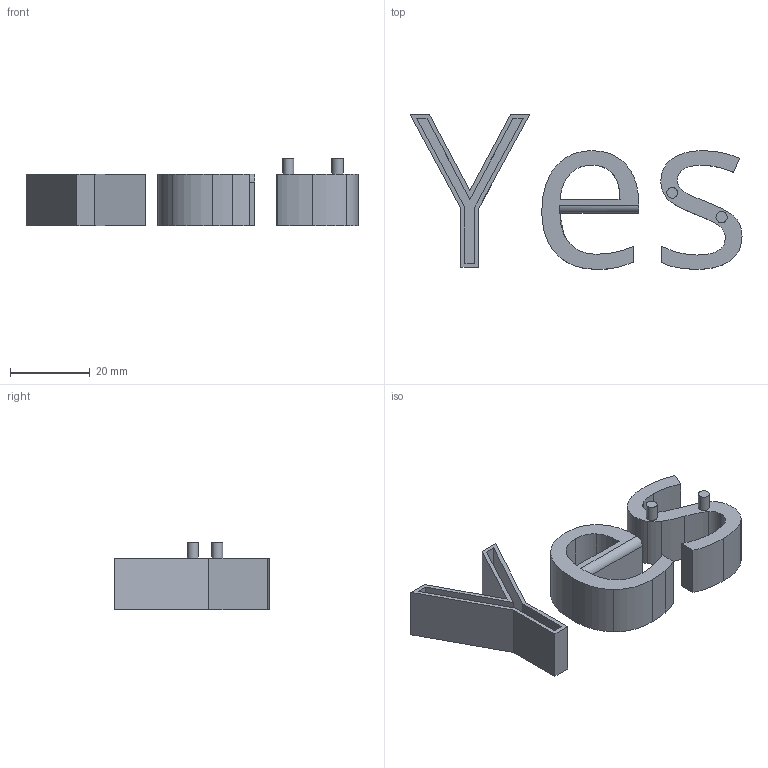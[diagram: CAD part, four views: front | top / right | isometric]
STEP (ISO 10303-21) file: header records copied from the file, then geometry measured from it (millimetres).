
FILE_DESCRIPTION(/* description */ ('STEP AP242 Edition 2','CAx-IF Rec.Pracs.---Representation and Presentation of Product Manufacturing Information (PMI)---4.0---2014-10-13','CAx-IF Rec.Pracs.---3D Tessellated Geometry---0.4---2014-09-14','2;1','CAx-IF Rec.Pracs.---User Defined Attributes---1.5---2016-08-15'),/* implementation_level */ '2;1');
FILE_NAME(/* name */ '6924376744ce8e3be7822421',/* time_stamp */ '2025-11-24T10:46:00Z',/* author */ (''),/* organization */ (''),/* preprocessor_version */ 'ST-DEVELOPER v20',/* originating_system */ 'ONSHAPE BY PTC INC, 1.207',/* authorisation */ ' ');
FILE_SCHEMA (('AP242_MANAGED_MODEL_BASED_3D_ENGINEERING_MIM_LF { 1 0 10303 442 3 1 4 }'));
Length unit declared in the file: metre
Products named in the file (3): Part 2; Part 1; Part 3
Bounding box: 83.22 x 38.8 x 17 mm (x, y, z)
Volume: 9499.3 mm3; surface area: 9140.9 mm2
Topology: 3 solids, 3 shells, 74 faces, 195 edges, 130 vertices
Faces by surface type: bspline 38, plane 33, cylinder 3
Full cylindrical faces by diameter (mm): 2.697 x1, 2.829 x1
Entity records: 2474 total; most frequent: CARTESIAN_POINT 830, ORIENTED_EDGE 386, DIRECTION 199, EDGE_CURVE 193, VERTEX_POINT 130, LINE 111, VECTOR 111, EDGE_LOOP 81
